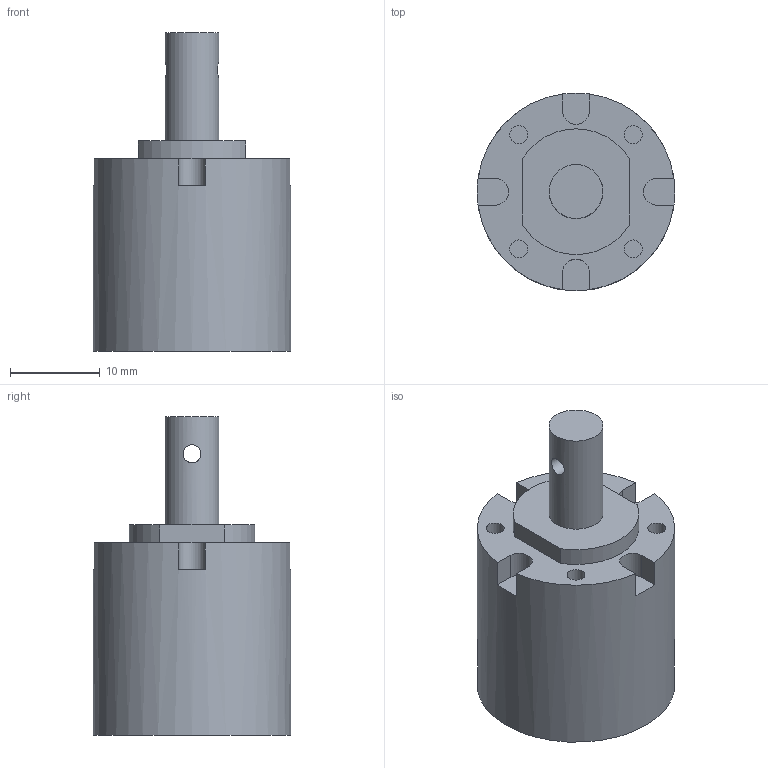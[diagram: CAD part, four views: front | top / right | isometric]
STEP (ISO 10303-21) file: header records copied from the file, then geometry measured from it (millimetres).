
FILE_DESCRIPTION(/* description */ (''),/* implementation_level */ '2;1');
FILE_NAME(/* name */ '22mm gear box .step',/* time_stamp */ '2023-05-17T14:24:49-04:00',/* author */ (''),/* organization */ (''),/* preprocessor_version */ 'ST-DEVELOPER v19.2',/* originating_system */ 'Autodesk Translation Framework v12.4.0.73',/* authorisation */ '');
FILE_SCHEMA (('AUTOMOTIVE_DESIGN { 1 0 10303 214 3 1 1 }'));
Length unit declared in the file: millimetre
Products named in the file (1): 22mm gear box
Bounding box: 22 x 22 x 35.4 mm (x, y, z)
Volume: 8593.4 mm3; surface area: 2723.9 mm2
Topology: 1 solids, 1 shells, 35 faces, 85 edges, 57 vertices
Faces by surface type: plane 22, cylinder 13
Full cylindrical faces by diameter (mm): 2 x5, 6 x1, 22 x1
Entity records: 1142 total; most frequent: CARTESIAN_POINT 247, DIRECTION 184, ORIENTED_EDGE 170, EDGE_CURVE 85, AXIS2_PLACEMENT_3D 68, VERTEX_POINT 57, LINE 48, VECTOR 48
